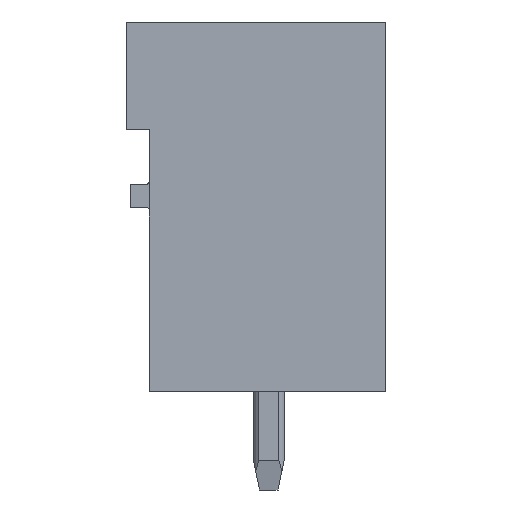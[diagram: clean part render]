
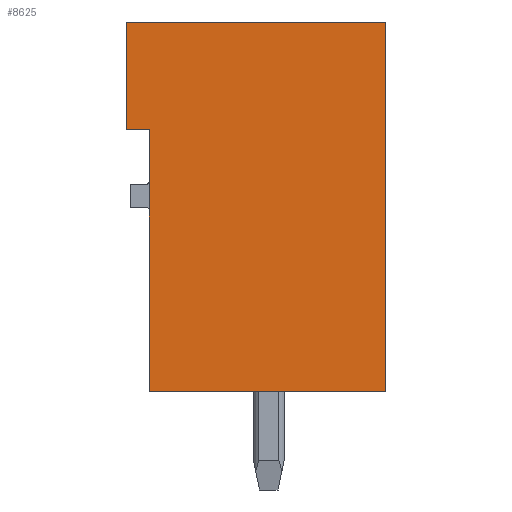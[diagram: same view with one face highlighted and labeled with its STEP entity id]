
A CAD part, left-side view. The second image highlights one B-rep face of the part: STEP entity #8625.
In plain terms, the highlighted planar face has unit normal (-1, 0, 0).
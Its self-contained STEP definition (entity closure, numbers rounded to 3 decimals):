
#8615=AXIS2_PLACEMENT_3D('Plane Axis2P3D',#8612,#8613,#8614) ;
#49=CARTESIAN_POINT('Vertex',(0.,0.,15.2)) ;
#52=CARTESIAN_POINT('Line Origine',(0.,0.,9.2)) ;
#56=CARTESIAN_POINT('Vertex',(0.,0.,3.2)) ;
#151=CARTESIAN_POINT('Vertex',(0.,8.43,15.2)) ;
#154=CARTESIAN_POINT('Line Origine',(0.,4.215,15.2)) ;
#1539=CARTESIAN_POINT('Vertex',(0.,8.43,11.7)) ;
#1542=CARTESIAN_POINT('Line Origine',(0.,8.43,13.45)) ;
#2094=CARTESIAN_POINT('Vertex',(0.,7.68,3.2)) ;
#2097=CARTESIAN_POINT('Line Origine',(0.,7.68,7.45)) ;
#2101=CARTESIAN_POINT('Vertex',(0.,7.68,11.7)) ;
#2506=CARTESIAN_POINT('Line Origine',(0.,3.84,3.2)) ;
#8560=CARTESIAN_POINT('Line Origine',(0.,8.055,11.7)) ;
#8612=CARTESIAN_POINT('Axis2P3D Location',(0.,0.,0.)) ;
#53=DIRECTION('Vector Direction',(0.,0.,-1.)) ;
#155=DIRECTION('Vector Direction',(0.,-1.,0.)) ;
#1543=DIRECTION('Vector Direction',(0.,0.,-1.)) ;
#2098=DIRECTION('Vector Direction',(0.,0.,-1.)) ;
#2507=DIRECTION('Vector Direction',(0.,1.,0.)) ;
#8561=DIRECTION('Vector Direction',(0.,-1.,0.)) ;
#8613=DIRECTION('Axis2P3D Direction',(-1.,0.,0.)) ;
#8614=DIRECTION('Axis2P3D XDirection',(0.,0.,1.)) ;
#54=VECTOR('Line Direction',#53,1.) ;
#156=VECTOR('Line Direction',#155,1.) ;
#1544=VECTOR('Line Direction',#1543,1.) ;
#2099=VECTOR('Line Direction',#2098,1.) ;
#2508=VECTOR('Line Direction',#2507,1.) ;
#8562=VECTOR('Line Direction',#8561,1.) ;
#8618=ORIENTED_EDGE('',*,*,#158,.T.) ;
#8619=ORIENTED_EDGE('',*,*,#1546,.T.) ;
#8620=ORIENTED_EDGE('',*,*,#8564,.T.) ;
#8621=ORIENTED_EDGE('',*,*,#2103,.T.) ;
#8622=ORIENTED_EDGE('',*,*,#2510,.T.) ;
#8623=ORIENTED_EDGE('',*,*,#58,.T.) ;
#8625=ADVANCED_FACE('HOUSING',(#8624),#8616,.T.) ;
#58=EDGE_CURVE('',#57,#50,#55,.F.) ;
#158=EDGE_CURVE('',#50,#152,#157,.F.) ;
#1546=EDGE_CURVE('',#152,#1540,#1545,.T.) ;
#2103=EDGE_CURVE('',#2102,#2095,#2100,.T.) ;
#2510=EDGE_CURVE('',#2095,#57,#2509,.F.) ;
#8564=EDGE_CURVE('',#1540,#2102,#8563,.T.) ;
#8617=EDGE_LOOP('',(#8618,#8619,#8620,#8621,#8622,#8623)) ;
#8624=FACE_OUTER_BOUND('',#8617,.T.) ;
#55=LINE('Line',#52,#54) ;
#157=LINE('Line',#154,#156) ;
#1545=LINE('Line',#1542,#1544) ;
#2100=LINE('Line',#2097,#2099) ;
#2509=LINE('Line',#2506,#2508) ;
#8563=LINE('Line',#8560,#8562) ;
#8616=PLANE('',#8615) ;
#50=VERTEX_POINT('',#49) ;
#57=VERTEX_POINT('',#56) ;
#152=VERTEX_POINT('',#151) ;
#1540=VERTEX_POINT('',#1539) ;
#2095=VERTEX_POINT('',#2094) ;
#2102=VERTEX_POINT('',#2101) ;
